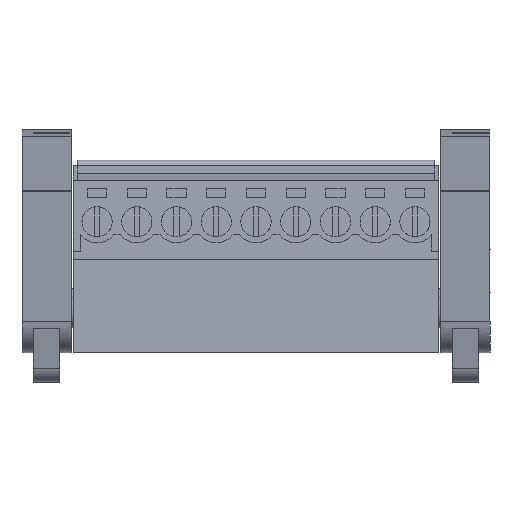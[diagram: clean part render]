
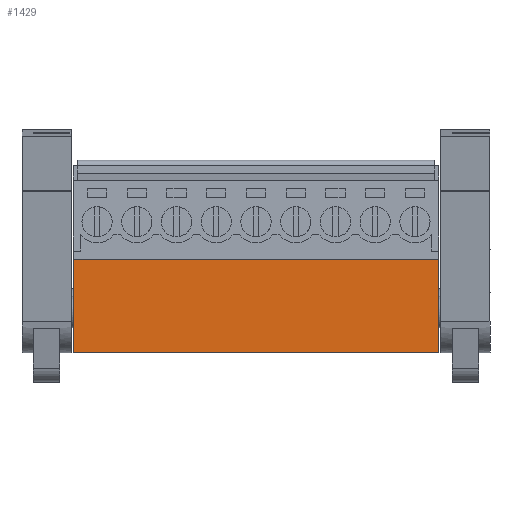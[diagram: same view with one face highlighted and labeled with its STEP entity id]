
A CAD part, front view. The second image highlights one B-rep face of the part: STEP entity #1429.
In plain terms, the highlighted planar face has unit normal (0, -1, 0).
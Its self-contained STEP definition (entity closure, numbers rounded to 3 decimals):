
#1409=AXIS2_PLACEMENT_3D('Plane Axis2P3D',#1406,#1407,#1408) ;
#63=CARTESIAN_POINT('Vertex',(4.9,5.036,2.846)) ;
#66=CARTESIAN_POINT('Line Origine',(4.9,5.036,7.321)) ;
#70=CARTESIAN_POINT('Vertex',(4.9,5.036,11.796)) ;
#365=CARTESIAN_POINT('Vertex',(39.98,5.036,2.846)) ;
#368=CARTESIAN_POINT('Line Origine',(22.44,5.036,2.846)) ;
#1406=CARTESIAN_POINT('Axis2P3D Location',(39.98,5.036,11.796)) ;
#1411=CARTESIAN_POINT('Line Origine',(39.98,5.036,7.321)) ;
#1415=CARTESIAN_POINT('Vertex',(39.98,5.036,11.796)) ;
#1418=CARTESIAN_POINT('Line Origine',(22.44,5.036,11.796)) ;
#67=DIRECTION('Vector Direction',(0.,0.,-1.)) ;
#369=DIRECTION('Vector Direction',(-1.,0.,0.)) ;
#1407=DIRECTION('Axis2P3D Direction',(0.,1.,0.)) ;
#1408=DIRECTION('Axis2P3D XDirection',(0.,0.,-1.)) ;
#1412=DIRECTION('Vector Direction',(0.,0.,-1.)) ;
#1419=DIRECTION('Vector Direction',(-1.,0.,0.)) ;
#68=VECTOR('Line Direction',#67,1.) ;
#370=VECTOR('Line Direction',#369,1.) ;
#1413=VECTOR('Line Direction',#1412,1.) ;
#1420=VECTOR('Line Direction',#1419,1.) ;
#1424=ORIENTED_EDGE('',*,*,#372,.F.) ;
#1425=ORIENTED_EDGE('',*,*,#1417,.F.) ;
#1426=ORIENTED_EDGE('',*,*,#1422,.T.) ;
#1427=ORIENTED_EDGE('',*,*,#72,.T.) ;
#1429=ADVANCED_FACE('HOUSING',(#1428),#1410,.F.) ;
#72=EDGE_CURVE('',#71,#64,#69,.T.) ;
#372=EDGE_CURVE('',#366,#64,#371,.T.) ;
#1417=EDGE_CURVE('',#1416,#366,#1414,.T.) ;
#1422=EDGE_CURVE('',#1416,#71,#1421,.T.) ;
#1423=EDGE_LOOP('',(#1424,#1425,#1426,#1427)) ;
#1428=FACE_OUTER_BOUND('',#1423,.T.) ;
#69=LINE('Line',#66,#68) ;
#371=LINE('Line',#368,#370) ;
#1414=LINE('Line',#1411,#1413) ;
#1421=LINE('Line',#1418,#1420) ;
#1410=PLANE('',#1409) ;
#64=VERTEX_POINT('',#63) ;
#71=VERTEX_POINT('',#70) ;
#366=VERTEX_POINT('',#365) ;
#1416=VERTEX_POINT('',#1415) ;
